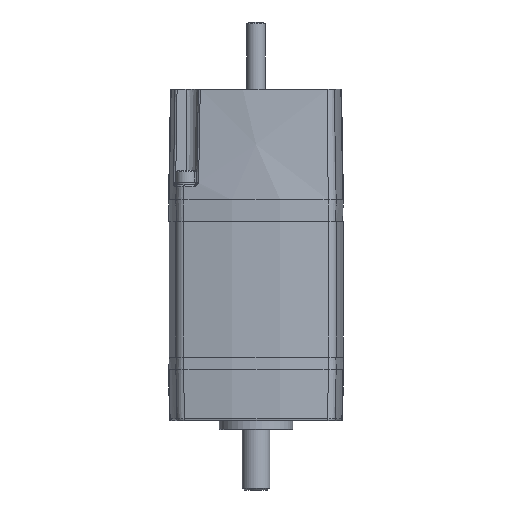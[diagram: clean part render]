
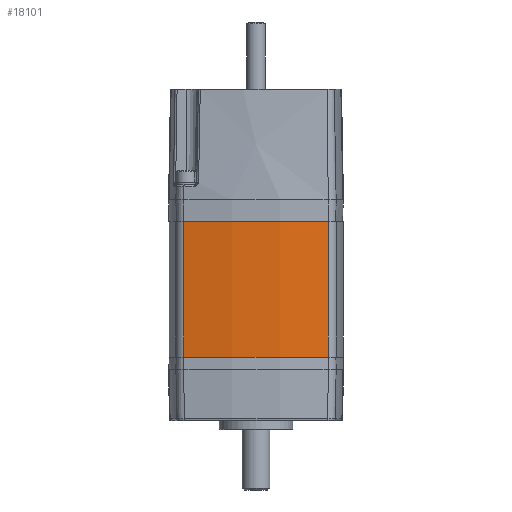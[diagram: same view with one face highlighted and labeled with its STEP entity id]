
A CAD part, front view. The second image highlights one B-rep face of the part: STEP entity #18101.
In plain terms, the highlighted cylindrical face has radius 123.096 mm (diameter 246.192 mm), a partial arc.
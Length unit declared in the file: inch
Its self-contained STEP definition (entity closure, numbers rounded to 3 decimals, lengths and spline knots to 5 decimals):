
#471 = AXIS2_PLACEMENT_3D ( 'NONE', #9428, #9488, #9451 ) ;
#738 = EDGE_CURVE ( 'NONE', #13009, #26074, #13917, .T. ) ;
#895 = EDGE_CURVE ( 'NONE', #13959, #13009, #21284, .T. ) ;
#973 = AXIS2_PLACEMENT_3D ( 'NONE', #11892, #20095, #14050 ) ;
#1854 = EDGE_CURVE ( 'NONE', #24886, #13959, #26029, .T. ) ;
#2079 = EDGE_CURVE ( 'NONE', #24886, #26074, #18939, .T. ) ;
#3401 = CARTESIAN_POINT ( 'NONE',  ( 0.97836, -1.08722, -3.35734 ) ) ;
#3650 = DIRECTION ( 'NONE',  ( 0., 0., 1. ) ) ;
#4634 = EDGE_LOOP ( 'NONE', ( #17828, #8152, #8549, #7007 ) ) ;
#5367 = DIRECTION ( 'NONE',  ( 0., 0., 1. ) ) ;
#6274 = CARTESIAN_POINT ( 'NONE',  ( -0.97836, -1.08722, -3.35734 ) ) ;
#7007 = ORIENTED_EDGE ( 'NONE', *, *, #895, .F. ) ;
#8152 = ORIENTED_EDGE ( 'NONE', *, *, #2079, .T. ) ;
#8549 = ORIENTED_EDGE ( 'NONE', *, *, #738, .F. ) ;
#9136 = CARTESIAN_POINT ( 'NONE',  ( 0.97836, -1.08722, 1.84 ) ) ;
#9428 = CARTESIAN_POINT ( 'NONE',  ( 0., 3.6593, 1.84 ) ) ;
#9451 = DIRECTION ( 'NONE',  ( 1., 0., 0. ) ) ;
#9488 = DIRECTION ( 'NONE',  ( 0., 0., 1. ) ) ;
#11892 = CARTESIAN_POINT ( 'NONE',  ( 0., 3.6593, -3.35734 ) ) ;
#13009 = VERTEX_POINT ( 'NONE', #20770 ) ;
#13917 = CIRCLE ( 'NONE', #471, 4.8463 ) ;
#13959 = VERTEX_POINT ( 'NONE', #19715 ) ;
#14050 = DIRECTION ( 'NONE',  ( 1., 0., 0. ) ) ;
#15197 = VECTOR ( 'NONE', #3650, 39.37008 ) ;
#16332 = CARTESIAN_POINT ( 'NONE',  ( 0., 3.6593, 0. ) ) ;
#16367 = DIRECTION ( 'NONE',  ( 0., 0., -1. ) ) ;
#16425 = DIRECTION ( 'NONE',  ( 1., 0., 0. ) ) ;
#17828 = ORIENTED_EDGE ( 'NONE', *, *, #1854, .F. ) ;
#18101 = ADVANCED_FACE ( 'NONE', ( #19353 ), #24156, .T. ) ;
#18939 = LINE ( 'NONE', #3401, #15197 ) ;
#19353 = FACE_OUTER_BOUND ( 'NONE', #4634, .T. ) ;
#19715 = CARTESIAN_POINT ( 'NONE',  ( -0.97836, -1.08722, 0. ) ) ;
#20095 = DIRECTION ( 'NONE',  ( 0., 0., 1. ) ) ;
#20770 = CARTESIAN_POINT ( 'NONE',  ( -0.97836, -1.08722, 1.84 ) ) ;
#21284 = LINE ( 'NONE', #6274, #21944 ) ;
#21944 = VECTOR ( 'NONE', #5367, 39.37008 ) ;
#24156 = CYLINDRICAL_SURFACE ( 'NONE', #973, 4.8463 ) ;
#24886 = VERTEX_POINT ( 'NONE', #25559 ) ;
#25559 = CARTESIAN_POINT ( 'NONE',  ( 0.97836, -1.08722, 0. ) ) ;
#26029 = CIRCLE ( 'NONE', #26628, 4.8463 ) ;
#26074 = VERTEX_POINT ( 'NONE', #9136 ) ;
#26628 = AXIS2_PLACEMENT_3D ( 'NONE', #16332, #16367, #16425 ) ;
